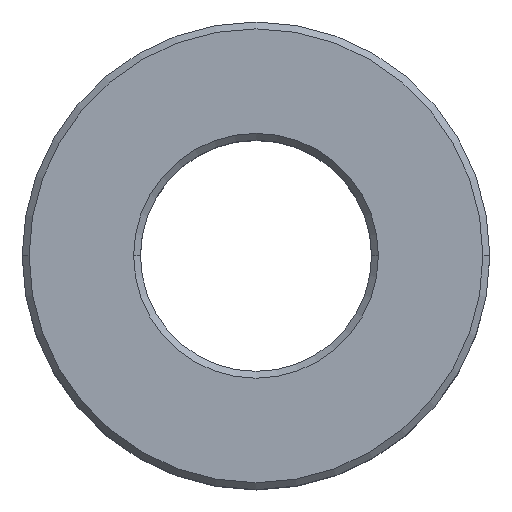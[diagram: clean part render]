
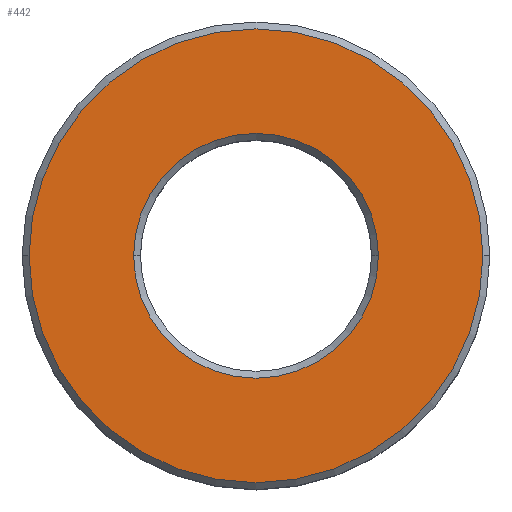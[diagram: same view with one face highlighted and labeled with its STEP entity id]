
A CAD part, top view. The second image highlights one B-rep face of the part: STEP entity #442.
In plain terms, the highlighted planar face has unit normal (0, 0, 1).
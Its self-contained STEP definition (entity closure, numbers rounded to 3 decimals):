
#306=VERTEX_POINT('',#685);
#356=VERTEX_POINT('',#739);
#378=EDGE_CURVE('',#306,#356,#765,.T.);
#396=VERTEX_POINT('',#788);
#428=VERTEX_POINT('',#824);
#442=ADVANCED_FACE('',(#839,#840),#841,.T.);
#444=EDGE_CURVE('',#396,#428,#843,.T.);
#486=EDGE_CURVE('',#356,#306,#891,.T.);
#508=EDGE_CURVE('',#428,#396,#914,.T.);
#685=CARTESIAN_POINT('',(8.25,0.,8.5));
#739=CARTESIAN_POINT('',(-8.25,0.,8.5));
#765=CIRCLE('',#1231,8.25);
#788=CARTESIAN_POINT('',(-4.45,0.,8.5));
#824=CARTESIAN_POINT('',(4.45,0.0,8.5));
#839=FACE_OUTER_BOUND('',#1322,.T.);
#840=FACE_BOUND('',#1323,.T.);
#841=PLANE('',#1324);
#843=CIRCLE('',#1327,4.45);
#891=CIRCLE('',#1389,8.25);
#914=CIRCLE('',#1418,4.45);
#1231=AXIS2_PLACEMENT_3D('',#1748,#1749,#1750);
#1322=EDGE_LOOP('',(#1837,#1838));
#1323=EDGE_LOOP('',(#1839,#1840));
#1324=AXIS2_PLACEMENT_3D('',#1841,#1842,#1843);
#1327=AXIS2_PLACEMENT_3D('',#1844,#1845,#1846);
#1389=AXIS2_PLACEMENT_3D('',#1906,#1907,#1908);
#1418=AXIS2_PLACEMENT_3D('',#1927,#1928,#1929);
#1748=CARTESIAN_POINT('',(0.0,0.,8.5));
#1749=DIRECTION('',(0.0,0.,-1.0));
#1750=DIRECTION('',(1.0,0.0,0.0));
#1837=ORIENTED_EDGE('',*,*,#378,.F.);
#1838=ORIENTED_EDGE('',*,*,#486,.F.);
#1839=ORIENTED_EDGE('',*,*,#508,.T.);
#1840=ORIENTED_EDGE('',*,*,#444,.T.);
#1841=CARTESIAN_POINT('',(6.35,0.,8.5));
#1842=DIRECTION('',(0.,0.,1.0));
#1843=DIRECTION('',(-1.0,0.,0.));
#1844=CARTESIAN_POINT('',(0.0,0.0,8.5));
#1845=DIRECTION('',(0.0,0.,-1.0));
#1846=DIRECTION('',(1.0,0.0,0.0));
#1906=CARTESIAN_POINT('',(0.0,0.,8.5));
#1907=DIRECTION('',(0.0,0.,-1.0));
#1908=DIRECTION('',(1.0,0.0,0.0));
#1927=CARTESIAN_POINT('',(0.0,0.0,8.5));
#1928=DIRECTION('',(0.0,0.,-1.0));
#1929=DIRECTION('',(1.0,0.0,0.0));
